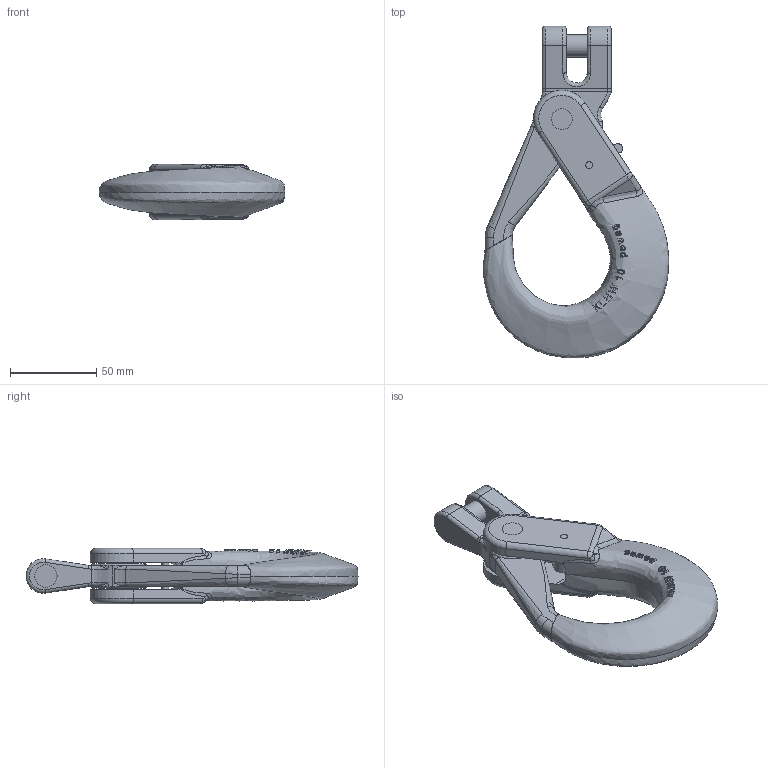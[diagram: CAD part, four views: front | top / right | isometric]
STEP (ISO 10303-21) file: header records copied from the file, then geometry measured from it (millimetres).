
FILE_DESCRIPTION(/* description */ (''),/* implementation_level */ '2;1');
FILE_NAME(/* name */ 'pewag_KLHW_10',/* time_stamp */ '2010-02-04T11:31:17+01:00',/* author */ (''),/* organization */ (''),/* preprocessor_version */ 'ST-DEVELOPER v9',/* originating_system */ 'UGS - NX 4.0',/* authorisation */ '');
FILE_SCHEMA (('AUTOMOTIVE_DESIGN { 1 0 10303 214 1 1 1 1 }'));
Length unit declared in the file: millimetre
Products named in the file (1): rit613Eazh7
Bounding box: 107.52 x 192.48 x 32 mm (x, y, z)
Volume: 194389.4 mm3; surface area: 45797 mm2
Topology: 6 solids, 6 shells, 345 faces, 890 edges, 571 vertices
Faces by surface type: plane 119, extrusion 86, cylinder 62, bspline 50, torus 26, sphere 2
Full cylindrical faces by diameter (mm): 4 x3, 5.4 x1, 12 x4, 13 x3
Entity records: 20385 total; most frequent: CARTESIAN_POINT 12882, ORIENTED_EDGE 1740, DIRECTION 1132, EDGE_CURVE 870, VERTEX_POINT 566, B_SPLINE_CURVE_WITH_KNOTS 483, EDGE_LOOP 390, AXIS2_PLACEMENT_3D 384
